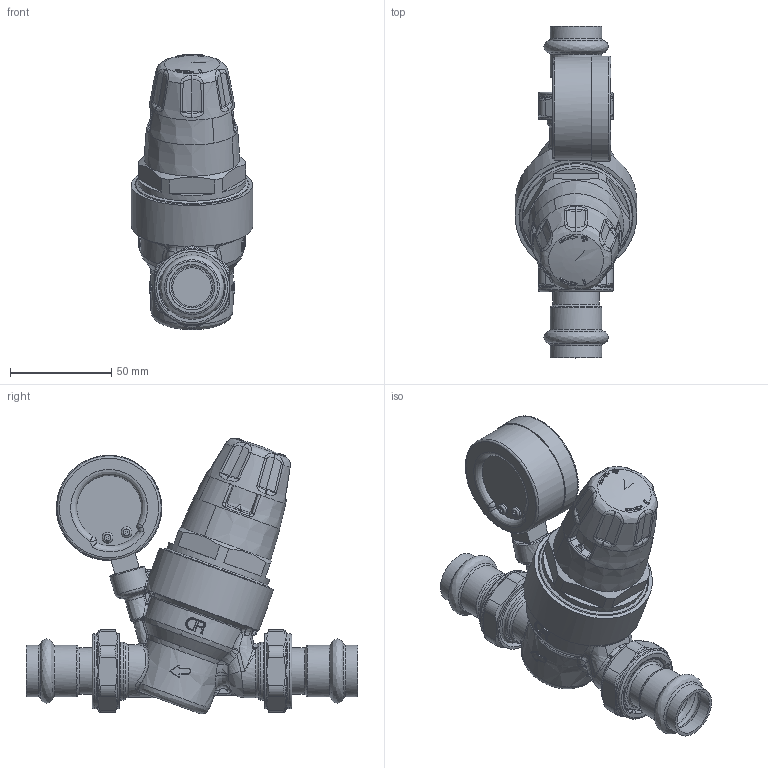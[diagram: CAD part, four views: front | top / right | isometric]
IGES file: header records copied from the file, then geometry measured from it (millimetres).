
Global section: file name: 535651HA_Simplify_1; native system: Autodesk Inventor 2025; preprocessor: unknown; author: ischreiner; date: 20250819.082122; units: inch
Bounding box: 59.97 x 163.66 x 135.88 mm (x, y, z)
Volume: 335367.5 mm3; surface area: 62072.9 mm2
Topology: 6 solids, 6 shells, 1080 faces, 2709 edges, 1623 vertices
Faces by surface type: bspline 1080
